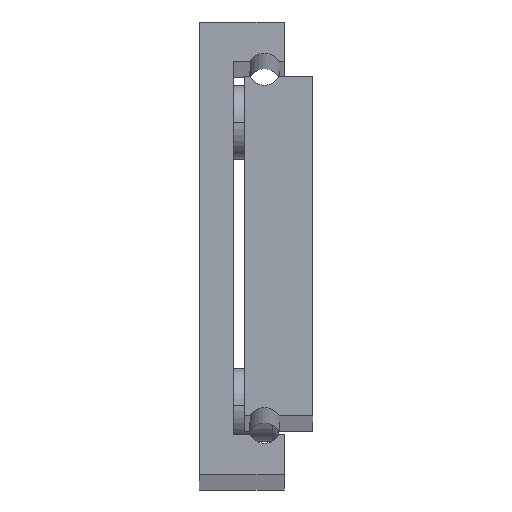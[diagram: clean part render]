
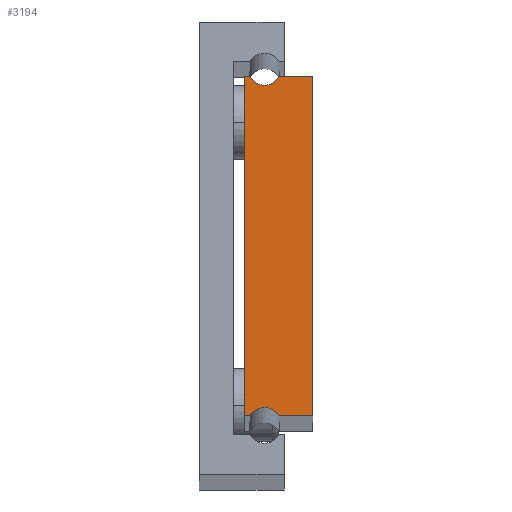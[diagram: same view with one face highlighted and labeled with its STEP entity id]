
A CAD part, top view. The second image highlights one B-rep face of the part: STEP entity #3194.
In plain terms, the highlighted planar face has unit normal (0, 0, 1).
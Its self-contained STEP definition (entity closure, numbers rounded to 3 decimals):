
#13 = DIRECTION ( 'NONE',  ( -1., 0., 0. ) ) ;
#90 = CARTESIAN_POINT ( 'NONE',  ( -0.571, 17.424, 776. ) ) ;
#115 = CARTESIAN_POINT ( 'NONE',  ( 7.929, 78.924, 776. ) ) ;
#149 = CARTESIAN_POINT ( 'NONE',  ( -3.169, 78.924, 776. ) ) ;
#179 = DIRECTION ( 'NONE',  ( 1., 0., 0. ) ) ;
#206 = ORIENTED_EDGE ( 'NONE', *, *, #822, .T. ) ;
#353 = DIRECTION ( 'NONE',  ( 0., 0., -1. ) ) ;
#404 = VECTOR ( 'NONE', #2815, 1000. ) ;
#502 = VERTEX_POINT ( 'NONE', #3270 ) ;
#504 = LINE ( 'NONE', #1876, #1219 ) ;
#506 = VECTOR ( 'NONE', #1285, 1000. ) ;
#584 = EDGE_CURVE ( 'NONE', #3400, #502, #1568, .T. ) ;
#596 = DIRECTION ( 'NONE',  ( 0., 0., -1. ) ) ;
#677 = LINE ( 'NONE', #718, #404 ) ;
#695 = CARTESIAN_POINT ( 'NONE',  ( 7.929, 18.924, 776. ) ) ;
#705 = ORIENTED_EDGE ( 'NONE', *, *, #2971, .T. ) ;
#718 = CARTESIAN_POINT ( 'NONE',  ( 7.929, 78.924, 776. ) ) ;
#722 = VERTEX_POINT ( 'NONE', #3018 ) ;
#777 = VERTEX_POINT ( 'NONE', #115 ) ;
#822 = EDGE_CURVE ( 'NONE', #2966, #2979, #2361, .T. ) ;
#892 = PLANE ( 'NONE',  #1550 ) ;
#912 = ORIENTED_EDGE ( 'NONE', *, *, #1397, .T. ) ;
#922 = ORIENTED_EDGE ( 'NONE', *, *, #1293, .T. ) ;
#926 = ORIENTED_EDGE ( 'NONE', *, *, #584, .T. ) ;
#968 = CARTESIAN_POINT ( 'NONE',  ( -4.071, 18.924, 776. ) ) ;
#1072 = AXIS2_PLACEMENT_3D ( 'NONE', #2916, #2655, #2707 ) ;
#1086 = VECTOR ( 'NONE', #1229, 1000. ) ;
#1118 = DIRECTION ( 'NONE',  ( 1., 0., 0. ) ) ;
#1174 = FACE_OUTER_BOUND ( 'NONE', #1452, .T. ) ;
#1219 = VECTOR ( 'NONE', #1118, 1000. ) ;
#1229 = DIRECTION ( 'NONE',  ( -1., 0., 0. ) ) ;
#1285 = DIRECTION ( 'NONE',  ( 0., 1., 0. ) ) ;
#1287 = CARTESIAN_POINT ( 'NONE',  ( -4.071, 78.924, 776. ) ) ;
#1293 = EDGE_CURVE ( 'NONE', #722, #777, #3396, .T. ) ;
#1397 = EDGE_CURVE ( 'NONE', #2299, #2966, #2546, .T. ) ;
#1430 = DIRECTION ( 'NONE',  ( -1., 0., 0. ) ) ;
#1452 = EDGE_LOOP ( 'NONE', ( #206, #3269, #926, #1575, #922, #705, #3004, #912 ) ) ;
#1526 = EDGE_CURVE ( 'NONE', #3029, #2299, #2385, .T. ) ;
#1550 = AXIS2_PLACEMENT_3D ( 'NONE', #90, #353, #1430 ) ;
#1568 = CIRCLE ( 'NONE', #1957, 3. ) ;
#1575 = ORIENTED_EDGE ( 'NONE', *, *, #3425, .T. ) ;
#1762 = CARTESIAN_POINT ( 'NONE',  ( -4.071, 18.924, 776. ) ) ;
#1811 = VECTOR ( 'NONE', #3104, 1000. ) ;
#1876 = CARTESIAN_POINT ( 'NONE',  ( 2.027, 18.924, 776. ) ) ;
#1957 = AXIS2_PLACEMENT_3D ( 'NONE', #2415, #596, #13 ) ;
#2030 = CARTESIAN_POINT ( 'NONE',  ( -3.169, 18.924, 776. ) ) ;
#2299 = VERTEX_POINT ( 'NONE', #2890 ) ;
#2361 = LINE ( 'NONE', #1287, #1811 ) ;
#2381 = VECTOR ( 'NONE', #179, 1000. ) ;
#2385 = CIRCLE ( 'NONE', #1072, 3. ) ;
#2415 = CARTESIAN_POINT ( 'NONE',  ( -0.571, 17.424, 776. ) ) ;
#2546 = LINE ( 'NONE', #149, #1086 ) ;
#2579 = LINE ( 'NONE', #1762, #2381 ) ;
#2655 = DIRECTION ( 'NONE',  ( 0., 0., -1. ) ) ;
#2707 = DIRECTION ( 'NONE',  ( 1., 0., 0. ) ) ;
#2815 = DIRECTION ( 'NONE',  ( -1., 0., 0. ) ) ;
#2890 = CARTESIAN_POINT ( 'NONE',  ( -3.169, 78.924, 776. ) ) ;
#2916 = CARTESIAN_POINT ( 'NONE',  ( -0.571, 80.424, 776. ) ) ;
#2966 = VERTEX_POINT ( 'NONE', #3066 ) ;
#2971 = EDGE_CURVE ( 'NONE', #777, #3029, #677, .T. ) ;
#2979 = VERTEX_POINT ( 'NONE', #968 ) ;
#3004 = ORIENTED_EDGE ( 'NONE', *, *, #1526, .T. ) ;
#3018 = CARTESIAN_POINT ( 'NONE',  ( 7.929, 18.924, 776. ) ) ;
#3029 = VERTEX_POINT ( 'NONE', #3399 ) ;
#3066 = CARTESIAN_POINT ( 'NONE',  ( -4.071, 78.924, 776. ) ) ;
#3104 = DIRECTION ( 'NONE',  ( 0., -1., 0. ) ) ;
#3194 = ADVANCED_FACE ( 'NONE', ( #1174 ), #892, .F. ) ;
#3269 = ORIENTED_EDGE ( 'NONE', *, *, #3323, .T. ) ;
#3270 = CARTESIAN_POINT ( 'NONE',  ( 2.027, 18.924, 776. ) ) ;
#3323 = EDGE_CURVE ( 'NONE', #2979, #3400, #2579, .T. ) ;
#3396 = LINE ( 'NONE', #695, #506 ) ;
#3399 = CARTESIAN_POINT ( 'NONE',  ( 2.027, 78.924, 776. ) ) ;
#3400 = VERTEX_POINT ( 'NONE', #2030 ) ;
#3425 = EDGE_CURVE ( 'NONE', #502, #722, #504, .T. ) ;
